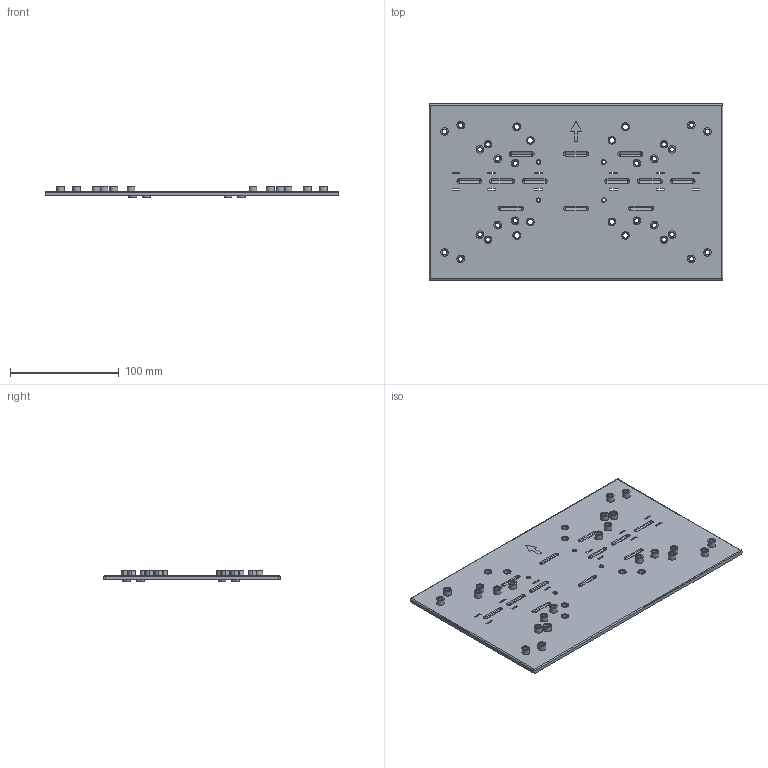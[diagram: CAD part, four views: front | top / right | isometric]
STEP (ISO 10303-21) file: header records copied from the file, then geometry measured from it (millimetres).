
FILE_DESCRIPTION (( 'STEP AP203' ), '1' );
FILE_NAME ('BR-MOUNTING-FPM-UNO VESA.STEP', '2021-04-23T01:34:26', ( '' ), ( '' ), 'SwSTEP 2.0', 'SolidWorks 2020', '' );
FILE_SCHEMA (( 'CONFIG_CONTROL_DESIGN' ));
Length unit declared in the file: millimetre
Products named in the file (18): COM-SO-M5-6L_T; COM-NUT-M3-0-15-1_T; COM-NUT-M3-0-15-3_T; COM-SO-M5-6L-7_T; COM-SO-M5-6L-5_T; COM-SO-M5-6L-4_T; COM-SO-M5-6L-1_T; BR-MOUNTING-FPM-2150GB_T; COM-SO-M4-6L-2_T; COM-SO-M5-6L-3_T; COM-SO-M4-6L-3_T; COM-SO-M5-6L-2_T; COM-SO-M4-6L_T; BR-MOUNTING-FPM-UNO VESA; COM-NUT-M3-0-15-2_T; COM-SO-M5-6L-6_T; COM-SO-M4-6L-1_T; COM-NUT-M3-0-15_T
Assembly tree (37 placements, depth 2):
  BR-MOUNTING-FPM-UNO VESA
    BR-MOUNTING-FPM-2150GB_T
    COM-SO-M4-6L_T  x19
    COM-SO-M4-6L-1_T
    COM-SO-M4-6L-2_T  x3
    COM-SO-M4-6L-3_T
    COM-SO-M5-6L_T
    COM-SO-M5-6L-1_T
    COM-SO-M5-6L-2_T
    COM-SO-M5-6L-3_T
    COM-SO-M5-6L-4_T
    COM-SO-M5-6L-5_T
    COM-SO-M5-6L-6_T
    COM-SO-M5-6L-7_T
    COM-NUT-M3-0-15_T
    COM-NUT-M3-0-15-1_T
    COM-NUT-M3-0-15-2_T
    COM-NUT-M3-0-15-3_T
Bounding box: 270 x 162 x 11 mm (x, y, z)
Volume: 49830.4 mm3; surface area: 100327.5 mm2
Topology: 37 solids, 37 shells, 794 faces, 1813 edges, 1122 vertices
Faces by surface type: cylinder 316, cone 228, plane 154, sphere 48, torus 48
Entity records: 18765 total; most frequent: DIRECTION 3193, CARTESIAN_POINT 2689, ORIENTED_EDGE 2586, AXIS2_PLACEMENT_3D 1306, EDGE_CURVE 1293, VERTEX_POINT 802, CIRCLE 712, EDGE_LOOP 711
